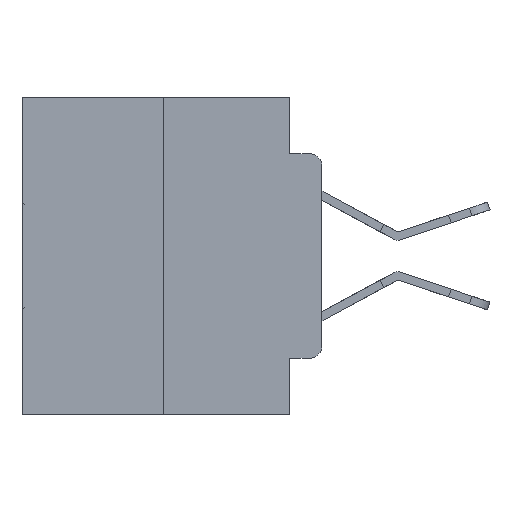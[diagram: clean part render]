
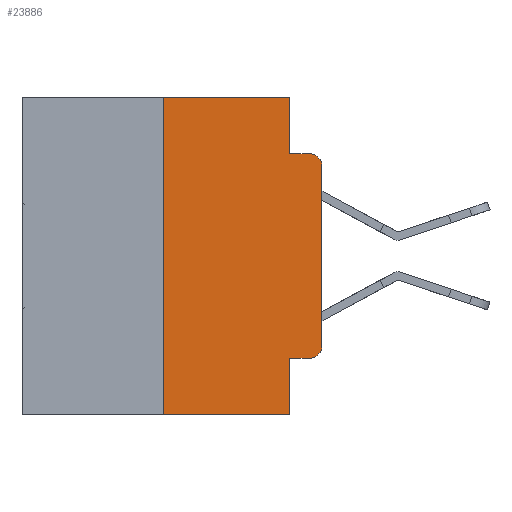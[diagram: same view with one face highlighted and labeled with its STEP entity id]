
A CAD part, left-side view. The second image highlights one B-rep face of the part: STEP entity #23886.
In plain terms, the highlighted planar face has unit normal (-1, 0, 0).
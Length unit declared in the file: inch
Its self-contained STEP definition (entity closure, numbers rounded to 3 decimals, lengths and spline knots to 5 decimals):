
#954 = EDGE_CURVE ( 'NONE', #28585, #16136, #27907, .T. ) ;
#1258 = CARTESIAN_POINT ( 'NONE',  ( 0., 0.25, 0. ) ) ;
#1320 = CARTESIAN_POINT ( 'NONE',  ( 0., 0.051, 0. ) ) ;
#1520 = ORIENTED_EDGE ( 'NONE', *, *, #954, .T. ) ;
#1561 = CARTESIAN_POINT ( 'NONE',  ( 0., 0.25, -0.5 ) ) ;
#2466 = ORIENTED_EDGE ( 'NONE', *, *, #26190, .F. ) ;
#3097 = VECTOR ( 'NONE', #15587, 39.37008 ) ;
#4128 = AXIS2_PLACEMENT_3D ( 'NONE', #21176, #9816, #7586 ) ;
#4538 = LINE ( 'NONE', #23443, #29690 ) ;
#4547 = ORIENTED_EDGE ( 'NONE', *, *, #12098, .T. ) ;
#5166 = LINE ( 'NONE', #10425, #23786 ) ;
#5963 = EDGE_CURVE ( 'NONE', #16136, #8921, #16077, .T. ) ;
#6206 = CARTESIAN_POINT ( 'NONE',  ( 0., 0., 0. ) ) ;
#6428 = CARTESIAN_POINT ( 'NONE',  ( 0., 0.051, -0.4115 ) ) ;
#6697 = DIRECTION ( 'NONE',  ( -1., 0., 0. ) ) ;
#6792 = CARTESIAN_POINT ( 'NONE',  ( 0., 0.051, 0. ) ) ;
#7586 = DIRECTION ( 'NONE',  ( 0., 0., -1. ) ) ;
#8447 = EDGE_CURVE ( 'NONE', #9629, #8921, #28824, .T. ) ;
#8921 = VERTEX_POINT ( 'NONE', #22910 ) ;
#9046 = LINE ( 'NONE', #24411, #17437 ) ;
#9183 = CARTESIAN_POINT ( 'NONE',  ( 0., 0., -0.1085 ) ) ;
#9359 = EDGE_CURVE ( 'NONE', #9487, #14568, #9046, .T. ) ;
#9487 = VERTEX_POINT ( 'NONE', #1561 ) ;
#9524 = ORIENTED_EDGE ( 'NONE', *, *, #12297, .F. ) ;
#9527 = EDGE_CURVE ( 'NONE', #9487, #13095, #10853, .T. ) ;
#9609 = PLANE ( 'NONE',  #4128 ) ;
#9629 = VERTEX_POINT ( 'NONE', #16196 ) ;
#9816 = DIRECTION ( 'NONE',  ( 1., 0., 0. ) ) ;
#10045 = FACE_OUTER_BOUND ( 'NONE', #22114, .T. ) ;
#10313 = DIRECTION ( 'NONE',  ( 0., 0., -1. ) ) ;
#10425 = CARTESIAN_POINT ( 'NONE',  ( 0., 0.051, 0. ) ) ;
#10492 = CARTESIAN_POINT ( 'NONE',  ( 0., 0.051, -0.5 ) ) ;
#10587 = EDGE_CURVE ( 'NONE', #15324, #9629, #18447, .T. ) ;
#10853 = LINE ( 'NONE', #18029, #18549 ) ;
#11325 = CARTESIAN_POINT ( 'NONE',  ( 0., 0.02, -0.1085 ) ) ;
#11439 = EDGE_CURVE ( 'NONE', #23246, #19874, #28990, .T. ) ;
#12098 = EDGE_CURVE ( 'NONE', #19874, #28585, #21988, .T. ) ;
#12297 = EDGE_CURVE ( 'NONE', #13095, #15324, #4538, .T. ) ;
#12443 = CARTESIAN_POINT ( 'NONE',  ( 0., 0., -0.3915 ) ) ;
#13095 = VERTEX_POINT ( 'NONE', #1258 ) ;
#13811 = CARTESIAN_POINT ( 'NONE',  ( 0., 0.02, -0.4115 ) ) ;
#13955 = CARTESIAN_POINT ( 'NONE',  ( 0., 0.051, -0.0885 ) ) ;
#14568 = VERTEX_POINT ( 'NONE', #10492 ) ;
#15324 = VERTEX_POINT ( 'NONE', #1320 ) ;
#15566 = DIRECTION ( 'NONE',  ( 0., 0., 1. ) ) ;
#15587 = DIRECTION ( 'NONE',  ( 0., -1., 0. ) ) ;
#16077 = CIRCLE ( 'NONE', #22356, 0.02 ) ;
#16136 = VERTEX_POINT ( 'NONE', #9183 ) ;
#16147 = DIRECTION ( 'NONE',  ( 0., 0., -1. ) ) ;
#16196 = CARTESIAN_POINT ( 'NONE',  ( 0., 0.051, -0.0885 ) ) ;
#17437 = VECTOR ( 'NONE', #26637, 39.37008 ) ;
#18029 = CARTESIAN_POINT ( 'NONE',  ( 0., 0.25, 0. ) ) ;
#18422 = DIRECTION ( 'NONE',  ( 0., 0., -1. ) ) ;
#18447 = LINE ( 'NONE', #6792, #26857 ) ;
#18549 = VECTOR ( 'NONE', #22762, 39.37008 ) ;
#19039 = CARTESIAN_POINT ( 'NONE',  ( 0., 0.051, -0.4115 ) ) ;
#19044 = ORIENTED_EDGE ( 'NONE', *, *, #11439, .T. ) ;
#19874 = VERTEX_POINT ( 'NONE', #13811 ) ;
#20771 = ORIENTED_EDGE ( 'NONE', *, *, #9527, .F. ) ;
#20887 = CARTESIAN_POINT ( 'NONE',  ( 0., 0.02, -0.3915 ) ) ;
#21176 = CARTESIAN_POINT ( 'NONE',  ( 0., 0.473, 0. ) ) ;
#21690 = VECTOR ( 'NONE', #15566, 39.37008 ) ;
#21988 = CIRCLE ( 'NONE', #28052, 0.02 ) ;
#22114 = EDGE_LOOP ( 'NONE', ( #1520, #28127, #24489, #27558, #9524, #20771, #27151, #2466, #19044, #4547 ) ) ;
#22356 = AXIS2_PLACEMENT_3D ( 'NONE', #11325, #27572, #23081 ) ;
#22618 = VECTOR ( 'NONE', #25539, 39.37008 ) ;
#22762 = DIRECTION ( 'NONE',  ( 0., 0., 1. ) ) ;
#22910 = CARTESIAN_POINT ( 'NONE',  ( 0., 0.02, -0.0885 ) ) ;
#23081 = DIRECTION ( 'NONE',  ( 0., 0., -1. ) ) ;
#23246 = VERTEX_POINT ( 'NONE', #19039 ) ;
#23443 = CARTESIAN_POINT ( 'NONE',  ( 0., 0.473, 0. ) ) ;
#23786 = VECTOR ( 'NONE', #10313, 39.37008 ) ;
#23886 = ADVANCED_FACE ( 'NONE', ( #10045 ), #9609, .F. ) ;
#24411 = CARTESIAN_POINT ( 'NONE',  ( 0., 0.473, -0.5 ) ) ;
#24489 = ORIENTED_EDGE ( 'NONE', *, *, #8447, .F. ) ;
#25539 = DIRECTION ( 'NONE',  ( 0., -1., 0. ) ) ;
#26190 = EDGE_CURVE ( 'NONE', #23246, #14568, #5166, .T. ) ;
#26637 = DIRECTION ( 'NONE',  ( 0., -1., 0. ) ) ;
#26857 = VECTOR ( 'NONE', #16147, 39.37008 ) ;
#27151 = ORIENTED_EDGE ( 'NONE', *, *, #9359, .T. ) ;
#27558 = ORIENTED_EDGE ( 'NONE', *, *, #10587, .F. ) ;
#27572 = DIRECTION ( 'NONE',  ( -1., 0., 0. ) ) ;
#27907 = LINE ( 'NONE', #6206, #21690 ) ;
#28052 = AXIS2_PLACEMENT_3D ( 'NONE', #20887, #6697, #18422 ) ;
#28126 = DIRECTION ( 'NONE',  ( 0., -1., 0. ) ) ;
#28127 = ORIENTED_EDGE ( 'NONE', *, *, #5963, .T. ) ;
#28585 = VERTEX_POINT ( 'NONE', #12443 ) ;
#28824 = LINE ( 'NONE', #13955, #22618 ) ;
#28990 = LINE ( 'NONE', #6428, #3097 ) ;
#29690 = VECTOR ( 'NONE', #28126, 39.37008 ) ;
